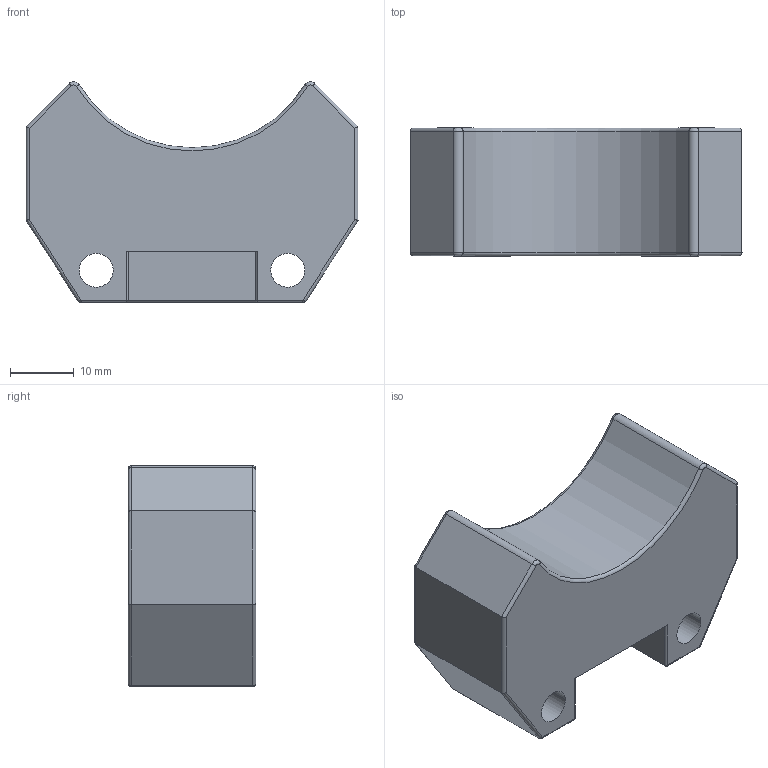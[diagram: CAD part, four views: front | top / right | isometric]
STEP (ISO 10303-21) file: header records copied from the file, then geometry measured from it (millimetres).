
FILE_DESCRIPTION((''),'2;1');
FILE_NAME('PRT0004','2012-02-07T',('dhelisch'),(''),'PRO/ENGINEER BY PARAMETRIC TECHNOLOGY CORPORATION, 2007250','PRO/ENGINEER BY PARAMETRIC TECHNOLOGY CORPORATION, 2007250','');
FILE_SCHEMA(('CONFIG_CONTROL_DESIGN'));
Length unit declared in the file: millimetre
Products named in the file (1): PRT0004
Bounding box: 52 x 20 x 34.53 mm (x, y, z)
Volume: 24237.9 mm3; surface area: 6707.9 mm2
Topology: 1 solids, 1 shells, 54 faces, 342 edges, 324 vertices
Faces by surface type: cylinder 29, plane 13, bspline 5, torus 5, sphere 2
Entity records: 4871 total; most frequent: CARTESIAN_POINT 1186, DIRECTION 498, PRESENTATION_STYLE_ASSIGNMENT 325, STYLED_ITEM 325, ORIENTED_EDGE 248, CURVE_STYLE 245, COMPOSITE_CURVE_SEGMENT 188, VECTOR 186
